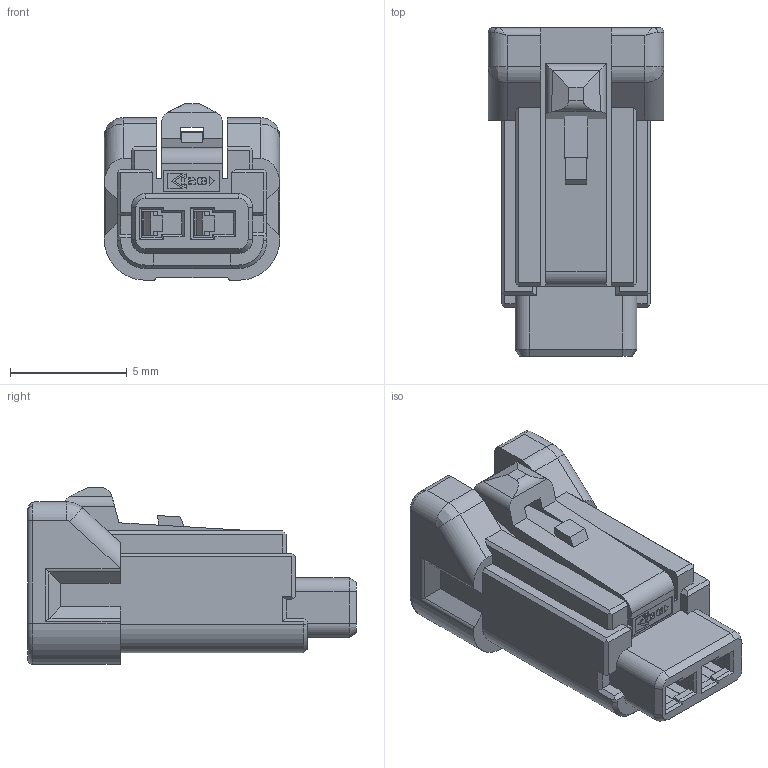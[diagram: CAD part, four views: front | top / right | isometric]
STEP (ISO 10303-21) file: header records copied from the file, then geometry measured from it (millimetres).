
FILE_DESCRIPTION((''),'2;1');
FILE_NAME('02PIN-M-WX2','2025-03-19T08:49:13',('NK210218'),(''),'CREO PARAMETRIC BY PTC INC, 2020053','CREO PARAMETRIC BY PTC INC, 2020053','');
FILE_SCHEMA(('CONFIG_CONTROL_DESIGN','SHAPE_APPEARANCE_LAYERS_GROUPS'));
Length unit declared in the file: inch
Products named in the file (1): 02PIN-M-WX2
Bounding box: 7.5 x 14.05 x 7.55 mm (x, y, z)
Volume: 348.2 mm3; surface area: 723.3 mm2
Topology: 1 solids, 3 shells, 600 faces, 1530 edges, 950 vertices
Faces by surface type: plane 353, cylinder 104, torus 64, cone 62, extrusion 11, bspline 4, sphere 2
Entity records: 22189 total; most frequent: CARTESIAN_POINT 3914, ORIENTED_EDGE 3060, DIRECTION 2915, EDGE_CURVE 1530, VECTOR 1117, LINE 1106, VERTEX_POINT 950, AXIS2_PLACEMENT_3D 899
